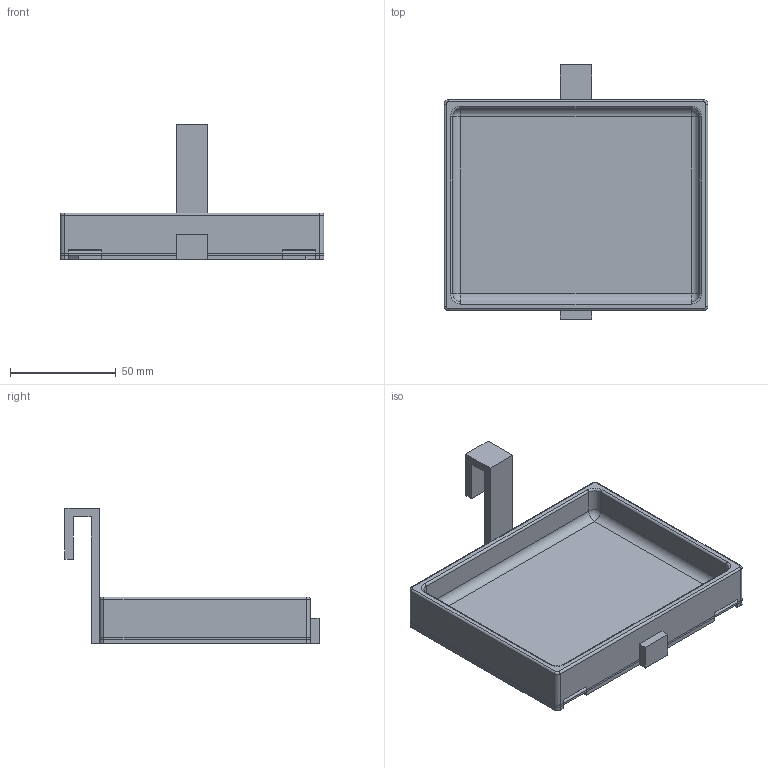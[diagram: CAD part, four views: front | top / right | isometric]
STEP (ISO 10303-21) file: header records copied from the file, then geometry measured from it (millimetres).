
FILE_DESCRIPTION(('FreeCAD Model'),'2;1');
FILE_NAME('balcony_hanger_ash_tray.step','2020-06-01T16:21:10',('Felix Morgner'),(''), 'Open CASCADE STEP processor 7.4','FreeCAD','Unknown');
FILE_SCHEMA(('AUTOMOTIVE_DESIGN { 1 0 10303 214 1 1 1 1 }'));
Length unit declared in the file: millimetre
Products named in the file (6): Hanger; Tray; Lid
Assembly tree (3 placements, depth 2):
  Hanger
    Hanger
  Tray
    Tray
  Lid
    Lid
Bounding box: 125 x 120.4 x 64 mm (x, y, z)
Volume: 149231.4 mm3; surface area: 75579.7 mm2
Topology: 3 solids, 3 shells, 112 faces, 280 edges, 172 vertices
Faces by surface type: plane 54, cylinder 36, torus 18, sphere 4
Entity records: 7035 total; most frequent: CARTESIAN_POINT 1200, DIRECTION 1140, LINE 702, VECTOR 702, ORIENTED_EDGE 552, PCURVE 552, DEFINITIONAL_REPRESENTATION 552, EDGE_CURVE 276
